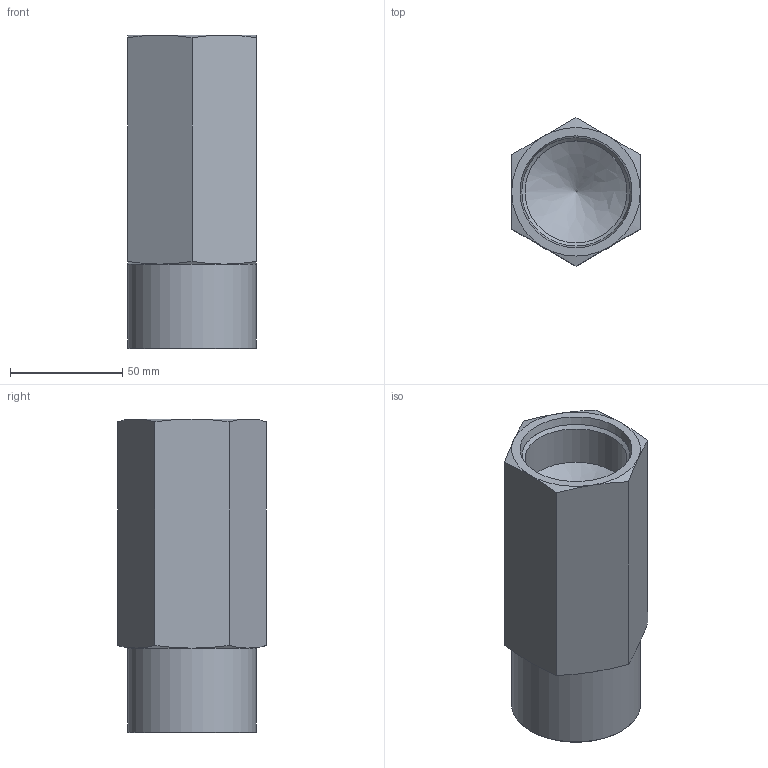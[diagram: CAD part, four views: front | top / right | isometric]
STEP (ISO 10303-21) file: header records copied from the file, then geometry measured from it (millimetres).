
FILE_DESCRIPTION((''),'2;1');
FILE_NAME('24024.stp','2015-01-26T13:27:50',('jml'),(''),'Autodesk Inventor 2010','Autodesk Inventor 2010','');
FILE_SCHEMA(('AUTOMOTIVE_DESIGN { 1 0 10303 214 1 1 1 1 }'));
Length unit declared in the file: inch
Products named in the file (1): 220528
Bounding box: 57.15 x 65.99 x 139.57 mm (x, y, z)
Volume: 293908.7 mm3; surface area: 39152.8 mm2
Topology: 1 solids, 1 shells, 131 faces, 325 edges, 211 vertices
Faces by surface type: plane 93, cone 17, cylinder 16, bspline 4, torus 1
Full cylindrical faces by diameter (mm): 2.436 x1, 57.15 x1
Entity records: 3899 total; most frequent: CARTESIAN_POINT 764, ORIENTED_EDGE 618, DIRECTION 596, EDGE_CURVE 309, VECTOR 230, LINE 230, VERTEX_POINT 207, AXIS2_PLACEMENT_3D 183
